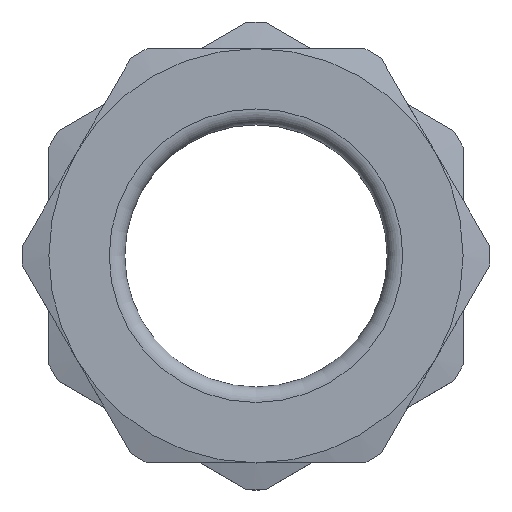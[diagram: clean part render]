
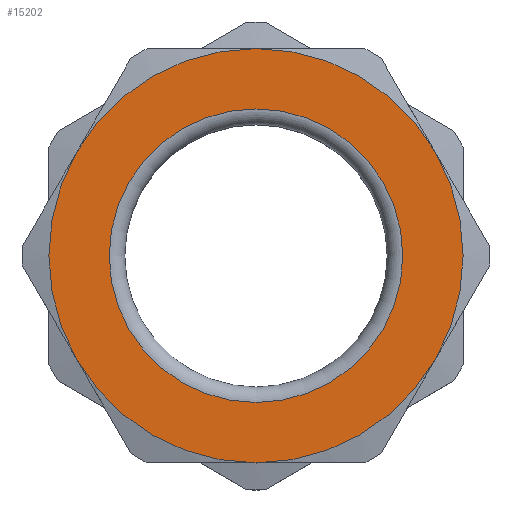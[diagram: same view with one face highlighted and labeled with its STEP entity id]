
A CAD part, top view. The second image highlights one B-rep face of the part: STEP entity #15202.
In plain terms, the highlighted planar face has unit normal (0, 0, 1).
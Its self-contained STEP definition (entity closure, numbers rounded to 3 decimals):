
#14334=CARTESIAN_POINT('',(-34.641,-20.,52.));
#14335=VERTEX_POINT('',#14334);
#14382=CARTESIAN_POINT('',(-34.641,20.,52.));
#14383=VERTEX_POINT('',#14382);
#14430=CARTESIAN_POINT('',(0.,40.,52.));
#14431=VERTEX_POINT('',#14430);
#14481=CARTESIAN_POINT('',(34.641,20.,52.));
#14482=VERTEX_POINT('',#14481);
#14529=CARTESIAN_POINT('',(34.641,-20.,52.));
#14530=VERTEX_POINT('',#14529);
#14577=CARTESIAN_POINT('',(-0.,-40.,52.));
#14578=VERTEX_POINT('',#14577);
#14618=CARTESIAN_POINT('',(0.,0.,52.));
#14619=DIRECTION('',(-0.,0.,-1.));
#14620=DIRECTION('',(0.,1.,-0.));
#14621=AXIS2_PLACEMENT_3D('',#14618,#14619,#14620);
#14622=CIRCLE('',#14621,40.);
#14623=EDGE_CURVE('',#14578,#14335,#14622,.T.);
#14642=CARTESIAN_POINT('',(0.,0.,52.));
#14643=DIRECTION('',(-0.,0.,-1.));
#14644=DIRECTION('',(0.,1.,-0.));
#14645=AXIS2_PLACEMENT_3D('',#14642,#14643,#14644);
#14646=CIRCLE('',#14645,40.);
#14647=EDGE_CURVE('',#14530,#14578,#14646,.T.);
#14666=CARTESIAN_POINT('',(0.,0.,52.));
#14667=DIRECTION('',(-0.,0.,-1.));
#14668=DIRECTION('',(0.,1.,-0.));
#14669=AXIS2_PLACEMENT_3D('',#14666,#14667,#14668);
#14670=CIRCLE('',#14669,40.);
#14671=EDGE_CURVE('',#14482,#14530,#14670,.T.);
#14690=CARTESIAN_POINT('',(0.,0.,52.));
#14691=DIRECTION('',(-0.,0.,-1.));
#14692=DIRECTION('',(0.,1.,-0.));
#14693=AXIS2_PLACEMENT_3D('',#14690,#14691,#14692);
#14694=CIRCLE('',#14693,40.);
#14695=EDGE_CURVE('',#14431,#14482,#14694,.T.);
#14714=CARTESIAN_POINT('',(0.,0.,52.));
#14715=DIRECTION('',(-0.,0.,-1.));
#14716=DIRECTION('',(0.,1.,-0.));
#14717=AXIS2_PLACEMENT_3D('',#14714,#14715,#14716);
#14718=CIRCLE('',#14717,40.);
#14719=EDGE_CURVE('',#14383,#14431,#14718,.T.);
#14738=CARTESIAN_POINT('',(0.,0.,52.));
#14739=DIRECTION('',(-0.,0.,-1.));
#14740=DIRECTION('',(0.,1.,-0.));
#14741=AXIS2_PLACEMENT_3D('',#14738,#14739,#14740);
#14742=CIRCLE('',#14741,40.);
#14743=EDGE_CURVE('',#14335,#14383,#14742,.T.);
#15178=CARTESIAN_POINT('',(0.,0.,52.));
#15179=DIRECTION('',(0.,0.,1.));
#15180=DIRECTION('',(-0.,-1.,0.));
#15181=AXIS2_PLACEMENT_3D('',#15178,#15179,#15180);
#15182=PLANE('',#15181);
#15183=CARTESIAN_POINT('',(-0.,-28.35,52.));
#15184=VERTEX_POINT('',#15183);
#15185=CARTESIAN_POINT('',(0.,0.,52.));
#15186=DIRECTION('',(-0.,-0.,-1.));
#15187=DIRECTION('',(-0.,-1.,0.));
#15188=AXIS2_PLACEMENT_3D('',#15185,#15186,#15187);
#15189=CIRCLE('',#15188,28.35);
#15190=EDGE_CURVE('',#15184,#15184,#15189,.T.);
#15191=ORIENTED_EDGE('',*,*,#15190,.T.);
#15192=EDGE_LOOP('',(#15191));
#15193=FACE_BOUND('',#15192,.T.);
#15194=ORIENTED_EDGE('',*,*,#14623,.F.);
#15195=ORIENTED_EDGE('',*,*,#14647,.F.);
#15196=ORIENTED_EDGE('',*,*,#14671,.F.);
#15197=ORIENTED_EDGE('',*,*,#14695,.F.);
#15198=ORIENTED_EDGE('',*,*,#14719,.F.);
#15199=ORIENTED_EDGE('',*,*,#14743,.F.);
#15200=EDGE_LOOP('',(#15194,#15195,#15196,#15197,#15198,#15199));
#15201=FACE_BOUND('',#15200,.T.);
#15202=ADVANCED_FACE('',(#15193,#15201),#15182,.T.);
